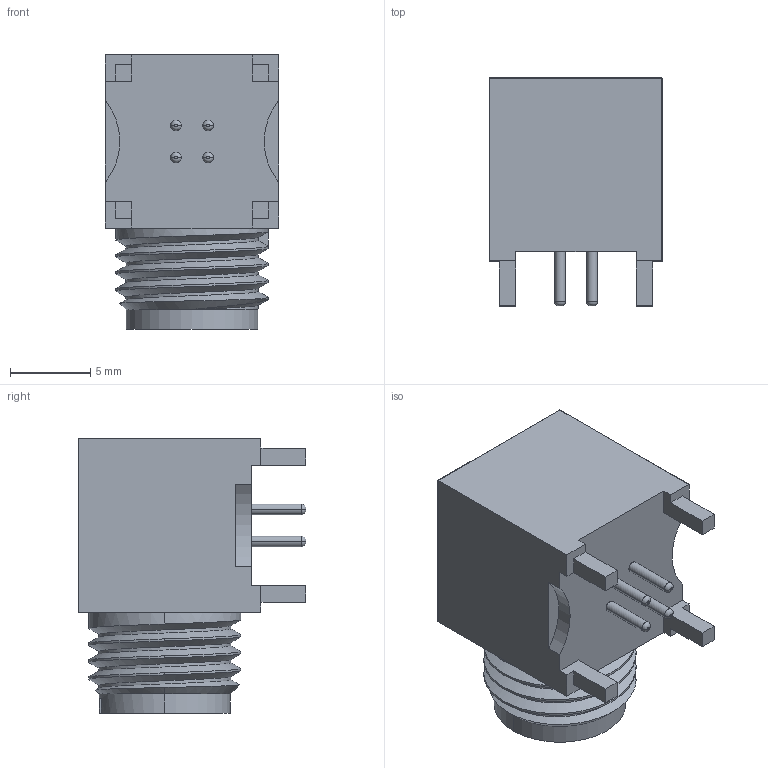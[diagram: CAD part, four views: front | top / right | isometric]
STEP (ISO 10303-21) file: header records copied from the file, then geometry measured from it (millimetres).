
FILE_DESCRIPTION (( 'STEP AP214' ), '1' );
FILE_NAME ('ÊÐØÅ._Âèëêà.STEP', '2018-10-29T09:44:36', ( 'User' ), ( '' ), 'SwSTEP 2.0', 'SolidWorks 2016', '' );
FILE_SCHEMA (( 'AUTOMOTIVE_DESIGN' ));
Length unit declared in the file: millimetre
Products named in the file (1): ÊÐØÅ._Âèëêà
Bounding box: 10.8 x 14.2 x 17.1 mm (x, y, z)
Volume: 1501.6 mm3; surface area: 1156.8 mm2
Topology: 1 solids, 3 shells, 118 faces, 293 edges, 184 vertices
Faces by surface type: plane 53, cylinder 42, torus 12, sphere 6, bspline 3, cone 2
Entity records: 5576 total; most frequent: CARTESIAN_POINT 1509, DIRECTION 589, ORIENTED_EDGE 574, EDGE_CURVE 287, AXIS2_PLACEMENT_3D 217, VERTEX_POINT 184, LINE 155, VECTOR 155
